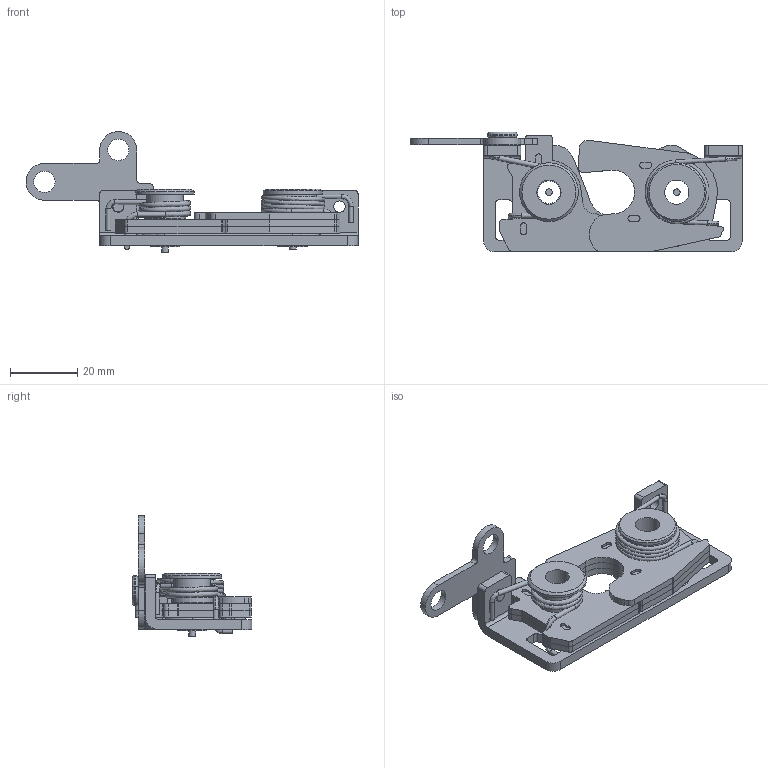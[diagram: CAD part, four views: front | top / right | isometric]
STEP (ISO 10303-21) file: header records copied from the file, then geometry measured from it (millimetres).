
FILE_DESCRIPTION(('STEP AP203'),'1');
FILE_NAME('2810.3.1.002.step','2019-09-19T08:49:15',(' '),(' '),'Spatial InterOp 3D',' ',' ');
FILE_SCHEMA(('CONFIG_CONTROL_DESIGN'));
Length unit declared in the file: millimetre
Products named in the file (14): 1; 2; 3; 4; 5; 6; 7; 8; 9; 10; 11; 12; 13; 14
Bounding box: 98.98 x 35.69 x 36.08 mm (x, y, z)
Volume: 17588.6 mm3; surface area: 20925.8 mm2
Topology: 14 solids, 14 shells, 427 faces, 1116 edges, 752 vertices
Faces by surface type: plane 198, cylinder 197, bspline 29, cone 3
Full cylindrical faces by diameter (mm): 1.25 x4, 1.499 x5, 2 x2, 3.175 x1, 3.404 x2, 4.762 x1, 5 x1, 6.35 x2, 6.8 x1, 7.2 x2, 8.8 x2, 8.839 x1, 9 x2, 10.65 x1, 10.9 x3, 12.4 x2, 12.6 x3, 14 x1, 17.5 x2
Entity records: 15585 total; most frequent: CARTESIAN_POINT 4442, DIRECTION 2288, ORIENTED_EDGE 2090, EDGE_CURVE 1045, AXIS2_PLACEMENT_3D 860, VERTEX_POINT 722, LINE 568, VECTOR 568
